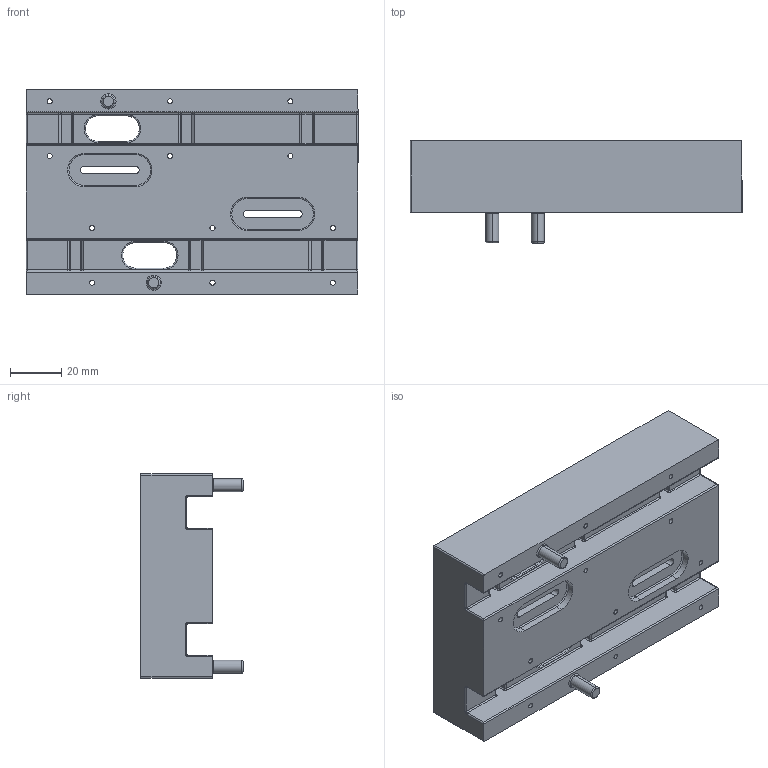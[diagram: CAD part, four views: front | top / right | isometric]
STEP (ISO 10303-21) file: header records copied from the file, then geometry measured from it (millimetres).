
FILE_DESCRIPTION (( 'STEP AP214' ), '1' );
FILE_NAME ('motor_support_naturals_end.STEP', '2025-03-01T23:04:53', ( '' ), ( '' ), 'SwSTEP 2.0', 'SolidWorks 2024', '' );
FILE_SCHEMA (( 'AUTOMOTIVE_DESIGN' ));
Length unit declared in the file: millimetre
Products named in the file (1): motor_support_naturals_end
Bounding box: 130 x 40 x 80 mm (x, y, z)
Volume: 243224.5 mm3; surface area: 44568.3 mm2
Topology: 1 solids, 1 shells, 268 faces, 642 edges, 356 vertices
Faces by surface type: cylinder 142, plane 54, torus 48, sphere 24
Entity records: 7609 total; most frequent: DIRECTION 1472, CARTESIAN_POINT 1267, ORIENTED_EDGE 1236, EDGE_CURVE 618, AXIS2_PLACEMENT_3D 593, VERTEX_POINT 356, CIRCLE 324, EDGE_LOOP 304
